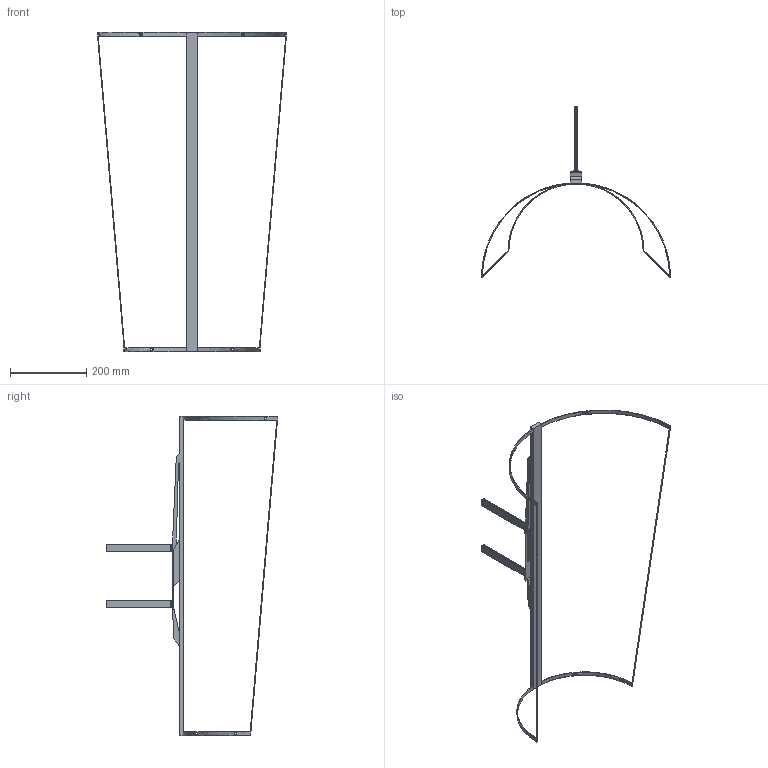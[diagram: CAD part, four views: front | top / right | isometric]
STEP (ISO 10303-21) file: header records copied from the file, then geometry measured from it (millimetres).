
FILE_DESCRIPTION(/* description */ (''),/* implementation_level */ '2;1');
FILE_NAME(/* name */ 'Topology optimized motor mount.step',/* time_stamp */ '2025-11-19T21:00:50-05:00',/* author */ (''),/* organization */ (''),/* preprocessor_version */ 'ST-DEVELOPER v20.1',/* originating_system */ 'Autodesk Translation Framework v14.17.0.0',/* authorisation */ '');
FILE_SCHEMA (('AUTOMOTIVE_DESIGN { 1 0 10303 214 3 1 1 }'));
Length unit declared in the file: millimetre
Products named in the file (1): top
Bounding box: 495.74 x 448.55 x 837.7 mm (x, y, z)
Volume: 448482.9 mm3; surface area: 177745.6 mm2
Topology: 5 solids, 5 shells, 127 faces, 365 edges, 242 vertices
Faces by surface type: plane 111, cylinder 16
Full cylindrical faces by diameter (mm): 6 x8
Entity records: 4710 total; most frequent: CARTESIAN_POINT 1343, ORIENTED_EDGE 730, DIRECTION 611, EDGE_CURVE 365, LINE 311, VECTOR 311, VERTEX_POINT 242, AXIS2_PLACEMENT_3D 150
